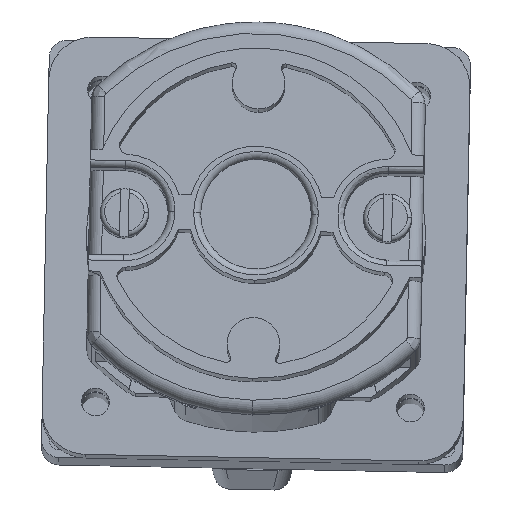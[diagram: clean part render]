
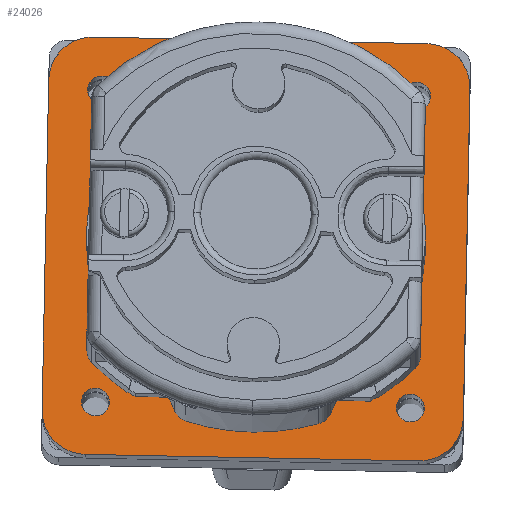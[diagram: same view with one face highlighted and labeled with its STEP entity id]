
A CAD part, top view. The second image highlights one B-rep face of the part: STEP entity #24026.
In plain terms, the highlighted face is planar.
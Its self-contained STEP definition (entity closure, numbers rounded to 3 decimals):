
#19867=DIRECTION('',(0.,0.,1.));
#19868=VECTOR('',#19867,38.114);
#19869=CARTESIAN_POINT('',(24.651,29.59,
-22.305));
#19870=LINE('',#19869,#19868);
#19874=CARTESIAN_POINT('',(-18.478,29.59,
-22.305));
#19875=DIRECTION('',(0.,1.,0.));
#19876=DIRECTION('',(0.,0.,-1.));
#19877=AXIS2_PLACEMENT_3D('',#19874,#19875,#19876);
#19882=CARTESIAN_POINT('',(-18.478,29.59,
15.809));
#19883=DIRECTION('',(0.,1.,0.));
#19884=DIRECTION('',(-1.,0.,0.));
#19885=AXIS2_PLACEMENT_3D('',#19882,#19883,#19884);
#19890=CARTESIAN_POINT('',(19.636,29.59,15.809));
#19891=DIRECTION('',(0.,1.,0.));
#19892=DIRECTION('',(0.,0.,1.));
#19893=AXIS2_PLACEMENT_3D('',#19890,#19891,#19892);
#19898=CARTESIAN_POINT('',(19.636,29.59,
-22.305));
#19899=DIRECTION('',(0.,1.,0.));
#19900=DIRECTION('',(1.,0.,0.));
#19901=AXIS2_PLACEMENT_3D('',#19898,#19899,#19900);
#19906=CARTESIAN_POINT('',(0.579,29.59,-3.248));
#19907=DIRECTION('',(0.,-1.,0.));
#19908=DIRECTION('',(1.,0.,0.));
#19909=AXIS2_PLACEMENT_3D('',#19906,#19907,#19908);
#19914=CARTESIAN_POINT('',(0.579,29.59,-3.248));
#19915=DIRECTION('',(0.,-1.,0.));
#19916=DIRECTION('',(-1.,0.,0.));
#19917=AXIS2_PLACEMENT_3D('',#19914,#19915,#19916);
#19922=CARTESIAN_POINT('',(-17.421,29.59,
14.752));
#19923=DIRECTION('',(0.,-1.,0.));
#19924=DIRECTION('',(1.,0.,0.));
#19925=AXIS2_PLACEMENT_3D('',#19922,#19923,#19924);
#19930=CARTESIAN_POINT('',(-17.421,29.59,
14.752));
#19931=DIRECTION('',(0.,-1.,0.));
#19932=DIRECTION('',(-1.,0.,0.));
#19933=AXIS2_PLACEMENT_3D('',#19930,#19931,#19932);
#19938=CARTESIAN_POINT('',(-17.421,29.59,
-21.248));
#19939=DIRECTION('',(0.,-1.,0.));
#19940=DIRECTION('',(1.,0.,0.));
#19941=AXIS2_PLACEMENT_3D('',#19938,#19939,#19940);
#19946=CARTESIAN_POINT('',(-17.421,29.59,
-21.248));
#19947=DIRECTION('',(0.,-1.,0.));
#19948=DIRECTION('',(-1.,0.,0.));
#19949=AXIS2_PLACEMENT_3D('',#19946,#19947,#19948);
#19954=CARTESIAN_POINT('',(18.579,29.59,
-21.248));
#19955=DIRECTION('',(0.,-1.,0.));
#19956=DIRECTION('',(1.,0.,0.));
#19957=AXIS2_PLACEMENT_3D('',#19954,#19955,#19956);
#19962=CARTESIAN_POINT('',(18.579,29.59,
-21.248));
#19963=DIRECTION('',(0.,-1.,0.));
#19964=DIRECTION('',(-1.,0.,0.));
#19965=AXIS2_PLACEMENT_3D('',#19962,#19963,#19964);
#19970=CARTESIAN_POINT('',(18.579,29.59,14.752));
#19971=DIRECTION('',(0.,-1.,0.));
#19972=DIRECTION('',(1.,0.,0.));
#19973=AXIS2_PLACEMENT_3D('',#19970,#19971,#19972);
#19978=CARTESIAN_POINT('',(18.579,29.59,14.752));
#19979=DIRECTION('',(0.,-1.,0.));
#19980=DIRECTION('',(-1.,0.,0.));
#19981=AXIS2_PLACEMENT_3D('',#19978,#19979,#19980);
#19986=DIRECTION('',(1.,0.,0.));
#19987=VECTOR('',#19986,38.114);
#19988=CARTESIAN_POINT('',(-18.478,29.59,
-27.32));
#19989=LINE('',#19988,#19987);
#20021=DIRECTION('',(0.,0.,-1.));
#20022=VECTOR('',#20021,38.114);
#20023=CARTESIAN_POINT('',(-23.493,29.59,
15.809));
#20024=LINE('',#20023,#20022);
#20042=DIRECTION('',(-1.,0.,0.));
#20043=VECTOR('',#20042,38.114);
#20044=CARTESIAN_POINT('',(19.636,29.59,20.824));
#20045=LINE('',#20044,#20043);
#20551=CARTESIAN_POINT('',(-18.779,29.59,
-3.248));
#20552=VERTEX_POINT('',#20551);
#20553=CARTESIAN_POINT('',(19.937,29.59,
-3.248));
#20554=VERTEX_POINT('',#20553);
#20859=CARTESIAN_POINT('',(24.651,29.59,
-22.305));
#20860=CARTESIAN_POINT('',(24.651,29.59,15.809));
#20861=VERTEX_POINT('',#20859);
#20862=VERTEX_POINT('',#20860);
#20863=CARTESIAN_POINT('',(-18.478,29.59,
-27.32));
#20864=CARTESIAN_POINT('',(19.636,29.59,
-27.32));
#20865=VERTEX_POINT('',#20863);
#20866=VERTEX_POINT('',#20864);
#20867=CARTESIAN_POINT('',(-23.493,29.59,
-22.305));
#20868=VERTEX_POINT('',#20867);
#20869=CARTESIAN_POINT('',(-23.493,29.59,
15.809));
#20870=VERTEX_POINT('',#20869);
#20871=CARTESIAN_POINT('',(-18.478,29.59,
20.824));
#20872=VERTEX_POINT('',#20871);
#20873=CARTESIAN_POINT('',(19.636,29.59,20.824));
#20874=VERTEX_POINT('',#20873);
#20875=CARTESIAN_POINT('',(-15.821,29.59,
14.752));
#20876=CARTESIAN_POINT('',(-19.021,29.59,
14.752));
#20877=VERTEX_POINT('',#20875);
#20878=VERTEX_POINT('',#20876);
#20879=CARTESIAN_POINT('',(-15.821,29.59,
-21.248));
#20880=CARTESIAN_POINT('',(-19.021,29.59,
-21.248));
#20881=VERTEX_POINT('',#20879);
#20882=VERTEX_POINT('',#20880);
#20883=CARTESIAN_POINT('',(20.179,29.59,
-21.248));
#20884=CARTESIAN_POINT('',(16.979,29.59,
-21.248));
#20885=VERTEX_POINT('',#20883);
#20886=VERTEX_POINT('',#20884);
#20887=CARTESIAN_POINT('',(20.179,29.59,14.752));
#20888=CARTESIAN_POINT('',(16.979,29.59,14.752));
#20889=VERTEX_POINT('',#20887);
#20890=VERTEX_POINT('',#20888);
#23976=CARTESIAN_POINT('',(0.579,29.59,-3.248));
#23977=DIRECTION('',(0.,1.,0.));
#23978=DIRECTION('',(-1.,0.,0.));
#23979=AXIS2_PLACEMENT_3D('',#23976,#23977,#23978);
#23980=PLANE('',#23979);
#23982=ORIENTED_EDGE('',*,*,#23981,.F.);
#23984=ORIENTED_EDGE('',*,*,#23983,.T.);
#23986=ORIENTED_EDGE('',*,*,#23985,.F.);
#23988=ORIENTED_EDGE('',*,*,#23987,.T.);
#23990=ORIENTED_EDGE('',*,*,#23989,.F.);
#23992=ORIENTED_EDGE('',*,*,#23991,.T.);
#23993=ORIENTED_EDGE('',*,*,#23959,.F.);
#23995=ORIENTED_EDGE('',*,*,#23994,.T.);
#23996=EDGE_LOOP('',(#23982,#23984,#23986,#23988,#23990,#23992,#23993,#23995));
#23997=FACE_OUTER_BOUND('',#23996,.F.);
#23998=ORIENTED_EDGE('',*,*,#21306,.T.);
#23999=ORIENTED_EDGE('',*,*,#21395,.T.);
#24000=EDGE_LOOP('',(#23998,#23999));
#24001=FACE_BOUND('',#24000,.F.);
#24003=ORIENTED_EDGE('',*,*,#24002,.T.);
#24005=ORIENTED_EDGE('',*,*,#24004,.T.);
#24006=EDGE_LOOP('',(#24003,#24005));
#24007=FACE_BOUND('',#24006,.F.);
#24009=ORIENTED_EDGE('',*,*,#24008,.T.);
#24011=ORIENTED_EDGE('',*,*,#24010,.T.);
#24012=EDGE_LOOP('',(#24009,#24011));
#24013=FACE_BOUND('',#24012,.F.);
#24015=ORIENTED_EDGE('',*,*,#24014,.T.);
#24017=ORIENTED_EDGE('',*,*,#24016,.T.);
#24018=EDGE_LOOP('',(#24015,#24017));
#24019=FACE_BOUND('',#24018,.F.);
#24021=ORIENTED_EDGE('',*,*,#24020,.T.);
#24023=ORIENTED_EDGE('',*,*,#24022,.T.);
#24024=EDGE_LOOP('',(#24021,#24023));
#24025=FACE_BOUND('',#24024,.F.);
#19878=CIRCLE('',#19877,5.015);
#19886=CIRCLE('',#19885,5.015);
#19894=CIRCLE('',#19893,5.015);
#19902=CIRCLE('',#19901,5.015);
#19910=CIRCLE('',#19909,19.358);
#19918=CIRCLE('',#19917,19.358);
#19926=CIRCLE('',#19925,1.6);
#19934=CIRCLE('',#19933,1.6);
#19942=CIRCLE('',#19941,1.6);
#19950=CIRCLE('',#19949,1.6);
#19958=CIRCLE('',#19957,1.6);
#19966=CIRCLE('',#19965,1.6);
#19974=CIRCLE('',#19973,1.6);
#19982=CIRCLE('',#19981,1.6);
#21306=EDGE_CURVE('',#20554,#20552,#19910,.T.);
#21395=EDGE_CURVE('',#20552,#20554,#19918,.T.);
#23959=EDGE_CURVE('',#20861,#20862,#19870,.T.);
#23981=EDGE_CURVE('',#20865,#20866,#19989,.T.);
#23983=EDGE_CURVE('',#20865,#20868,#19878,.T.);
#23985=EDGE_CURVE('',#20870,#20868,#20024,.T.);
#23987=EDGE_CURVE('',#20870,#20872,#19886,.T.);
#23989=EDGE_CURVE('',#20874,#20872,#20045,.T.);
#23991=EDGE_CURVE('',#20874,#20862,#19894,.T.);
#23994=EDGE_CURVE('',#20861,#20866,#19902,.T.);
#24002=EDGE_CURVE('',#20877,#20878,#19926,.T.);
#24004=EDGE_CURVE('',#20878,#20877,#19934,.T.);
#24008=EDGE_CURVE('',#20881,#20882,#19942,.T.);
#24010=EDGE_CURVE('',#20882,#20881,#19950,.T.);
#24014=EDGE_CURVE('',#20885,#20886,#19958,.T.);
#24016=EDGE_CURVE('',#20886,#20885,#19966,.T.);
#24020=EDGE_CURVE('',#20889,#20890,#19974,.T.);
#24022=EDGE_CURVE('',#20890,#20889,#19982,.T.);
#24026=ADVANCED_FACE('',(#23997,#24001,#24007,#24013,#24019,#24025),#23980,.F.);
